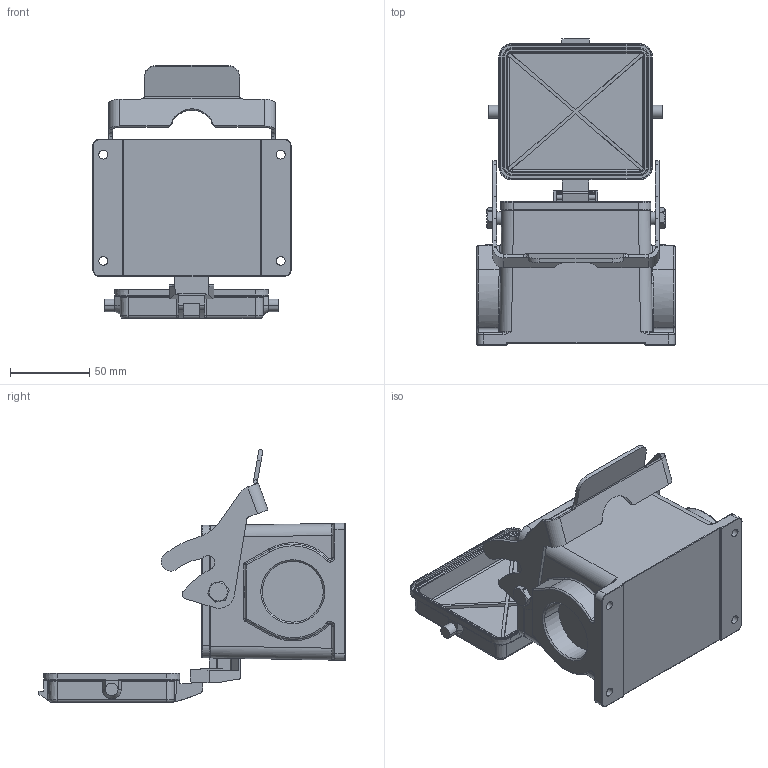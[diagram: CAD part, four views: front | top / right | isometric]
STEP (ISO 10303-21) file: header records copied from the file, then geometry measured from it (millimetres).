
FILE_DESCRIPTION(/* description */ (''),/* implementation_level */ '2;1');
FILE_NAME(/* name */ '3D_1110322651005_H32B-SF-1L_S-CV-M40_V1.1.stp',/* time_stamp */ '2024-02-01T09:31:23+08:00',/* author */ (''),/* organization */ (''),/* preprocessor_version */ 'ST-DEVELOPER v18.1',/* originating_system */ 'SIEMENS PLM Software NX 1980',/* authorisation */ '');
FILE_SCHEMA (('AUTOMOTIVE_DESIGN { 1 0 10303 214 3 1 1 1 }'));
Length unit declared in the file: millimetre
Products named in the file (1): 3D_1110322651004_H32B-SF-1L_S-CV-M32_V1.0_stp
Bounding box: 125 x 193.21 x 159.68 mm (x, y, z)
Volume: 356559 mm3; surface area: 138396.6 mm2
Topology: 1 solids, 2 shells, 933 faces, 2409 edges, 1489 vertices
Faces by surface type: cylinder 362, plane 343, torus 121, cone 53, sphere 28, bspline 26
Full cylindrical faces by diameter (mm): 8 x2
Entity records: 33132 total; most frequent: CARTESIAN_POINT 11373, ORIENTED_EDGE 4750, DIRECTION 4258, EDGE_CURVE 2375, AXIS2_PLACEMENT_3D 1564, VERTEX_POINT 1485, LINE 1130, VECTOR 1130
